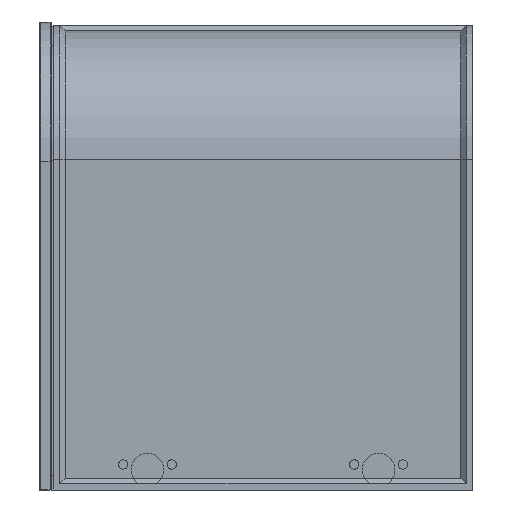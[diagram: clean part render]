
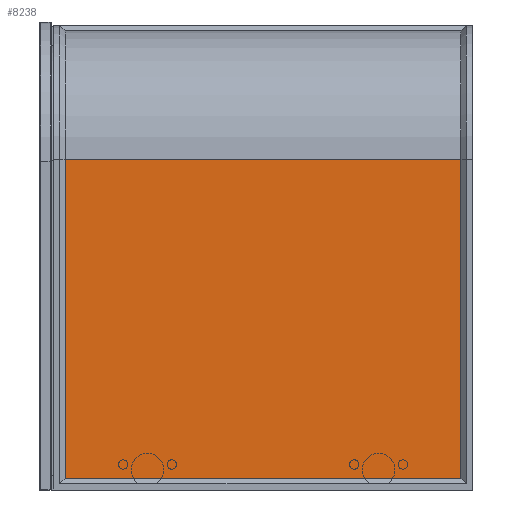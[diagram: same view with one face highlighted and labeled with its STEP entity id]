
A CAD part, left-side view. The second image highlights one B-rep face of the part: STEP entity #8238.
In plain terms, the highlighted planar face has unit normal (-1, 0, 0).
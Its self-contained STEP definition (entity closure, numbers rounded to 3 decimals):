
#104 = VERTEX_POINT ( 'NONE', #1381 ) ;
#435 = DIRECTION ( 'NONE',  ( 0., 0., -1. ) ) ;
#754 = EDGE_CURVE ( 'NONE', #8208, #9234, #7048, .T. ) ;
#1031 = DIRECTION ( 'NONE',  ( 0., -1., 0. ) ) ;
#1197 = ORIENTED_EDGE ( 'NONE', *, *, #754, .T. ) ;
#1381 = CARTESIAN_POINT ( 'NONE',  ( -77.5, 435., -236. ) ) ;
#1857 = DIRECTION ( 'NONE',  ( 0., -1., 0. ) ) ;
#2285 = AXIS2_PLACEMENT_3D ( 'NONE', #7936, #4808, #3157 ) ;
#2364 = VECTOR ( 'NONE', #435, 1000. ) ;
#2366 = DIRECTION ( 'NONE',  ( 0., 0., 1. ) ) ;
#2449 = VECTOR ( 'NONE', #1031, 1000. ) ;
#2480 = VECTOR ( 'NONE', #2366, 1000. ) ;
#3157 = DIRECTION ( 'NONE',  ( 0., 0., 1. ) ) ;
#3460 = LINE ( 'NONE', #9763, #3949 ) ;
#3552 = ORIENTED_EDGE ( 'NONE', *, *, #7355, .T. ) ;
#3928 = ORIENTED_EDGE ( 'NONE', *, *, #5783, .T. ) ;
#3949 = VECTOR ( 'NONE', #1857, 1000. ) ;
#4382 = ORIENTED_EDGE ( 'NONE', *, *, #8367, .F. ) ;
#4764 = VERTEX_POINT ( 'NONE', #5266 ) ;
#4808 = DIRECTION ( 'NONE',  ( -1., 0., 0. ) ) ;
#5080 = LINE ( 'NONE', #5291, #2364 ) ;
#5266 = CARTESIAN_POINT ( 'NONE',  ( -77.5, 435., 105. ) ) ;
#5291 = CARTESIAN_POINT ( 'NONE',  ( -77.5, 435., -241.5 ) ) ;
#5365 = CARTESIAN_POINT ( 'NONE',  ( -77.5, 12., -236. ) ) ;
#5508 = PLANE ( 'NONE',  #2285 ) ;
#5783 = EDGE_CURVE ( 'NONE', #4764, #104, #5080, .T. ) ;
#6111 = CARTESIAN_POINT ( 'NONE',  ( -77.5, 12., 105. ) ) ;
#6315 = FACE_OUTER_BOUND ( 'NONE', #9997, .T. ) ;
#7048 = LINE ( 'NONE', #6111, #2480 ) ;
#7355 = EDGE_CURVE ( 'NONE', #104, #8208, #3460, .T. ) ;
#7361 = CARTESIAN_POINT ( 'NONE',  ( -77.5, 961.831, 105. ) ) ;
#7936 = CARTESIAN_POINT ( 'NONE',  ( -77.5, 961.831, -241.5 ) ) ;
#8208 = VERTEX_POINT ( 'NONE', #5365 ) ;
#8238 = ADVANCED_FACE ( 'NONE', ( #6315 ), #5508, .T. ) ;
#8367 = EDGE_CURVE ( 'NONE', #4764, #9234, #8901, .T. ) ;
#8773 = CARTESIAN_POINT ( 'NONE',  ( -77.5, 12., 105. ) ) ;
#8901 = LINE ( 'NONE', #7361, #2449 ) ;
#9234 = VERTEX_POINT ( 'NONE', #8773 ) ;
#9763 = CARTESIAN_POINT ( 'NONE',  ( -77.5, 6.5, -236. ) ) ;
#9997 = EDGE_LOOP ( 'NONE', ( #3552, #1197, #4382, #3928 ) ) ;
